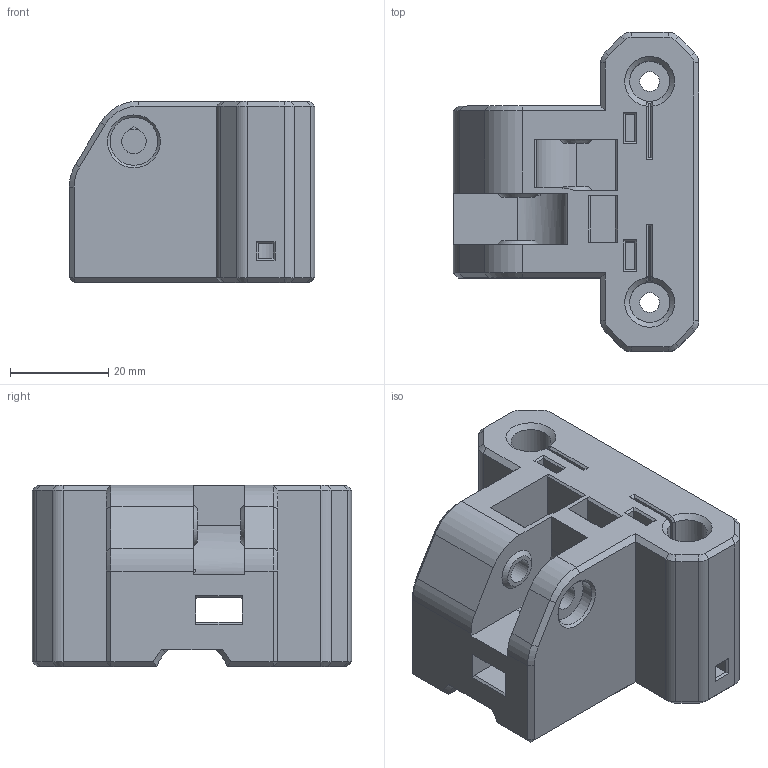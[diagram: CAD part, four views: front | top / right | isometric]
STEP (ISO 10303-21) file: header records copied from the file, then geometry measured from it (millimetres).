
FILE_DESCRIPTION(/* description */ ('FreeCAD Model'),/* implementation_level */ '2;1');
FILE_NAME(/* name */ 'y-carrier-tooth-idler-y-carrier-common-5mm bore.step',/* time_stamp */ '2025-11-25T01:13:00+01:00',/* author */ (''),/* organization */ (''),/* preprocessor_version */ 'ST-DEVELOPER v20.1',/* originating_system */ 'Autodesk Translation Framework v14.21.0.0',/* authorisation */ '');
FILE_SCHEMA (('AUTOMOTIVE_DESIGN { 1 0 10303 214 3 1 1 }'));
Length unit declared in the file: millimetre
Products named in the file (1): y-carrier-common
Bounding box: 50 x 65 x 37 mm (x, y, z)
Volume: 62010.4 mm3; surface area: 20508.7 mm2
Topology: 1 solids, 1 shells, 366 faces, 882 edges, 551 vertices
Faces by surface type: plane 196, bspline 66, cone 52, cylinder 52
Full cylindrical faces by diameter (mm): 3 x2, 3.3 x12, 4 x8, 5 x1, 6.5 x1, 6.7 x1, 7.5 x2, 8.15 x2, 8.65 x2, 9.75 x1
Entity records: 11363 total; most frequent: CARTESIAN_POINT 3116, ORIENTED_EDGE 1764, DIRECTION 1514, EDGE_CURVE 882, LINE 558, VECTOR 558, VERTEX_POINT 551, AXIS2_PLACEMENT_3D 478
